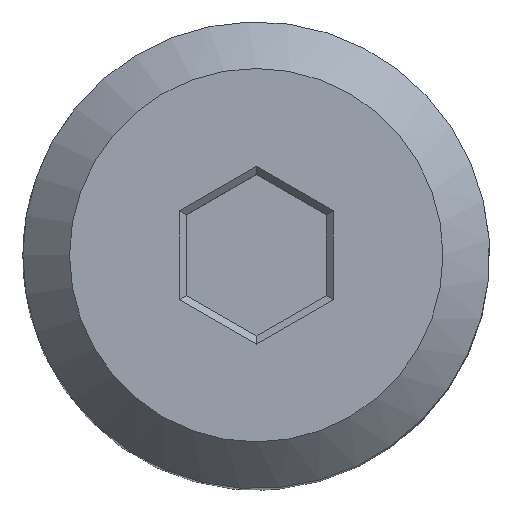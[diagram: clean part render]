
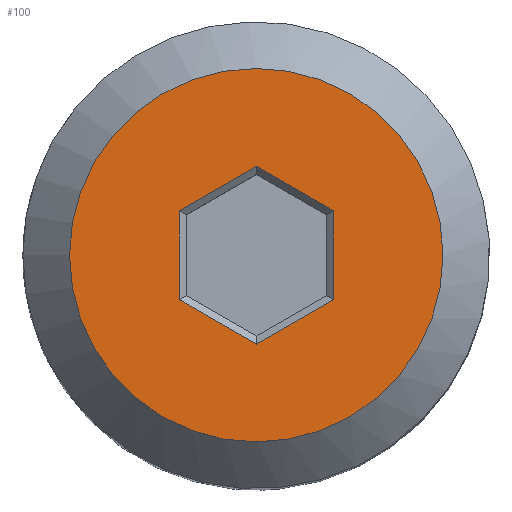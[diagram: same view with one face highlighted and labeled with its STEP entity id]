
A CAD part, top view. The second image highlights one B-rep face of the part: STEP entity #100.
In plain terms, the highlighted planar face has unit normal (0, 0, 1).
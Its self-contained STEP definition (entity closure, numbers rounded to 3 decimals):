
#100 = ADVANCED_FACE( '', ( #200, #201 ), #202, .F. );
#200 = FACE_BOUND( '', #295, .T. );
#201 = FACE_OUTER_BOUND( '', #296, .T. );
#202 = PLANE( '', #297 );
#295 = EDGE_LOOP( '', ( #510, #511, #512, #513, #514, #515 ) );
#296 = EDGE_LOOP( '', ( #516 ) );
#297 = AXIS2_PLACEMENT_3D( '', #517, #518, #519 );
#510 = ORIENTED_EDGE( '', *, *, #593, .T. );
#511 = ORIENTED_EDGE( '', *, *, #623, .T. );
#512 = ORIENTED_EDGE( '', *, *, #608, .T. );
#513 = ORIENTED_EDGE( '', *, *, #627, .T. );
#514 = ORIENTED_EDGE( '', *, *, #595, .T. );
#515 = ORIENTED_EDGE( '', *, *, #573, .T. );
#516 = ORIENTED_EDGE( '', *, *, #587, .T. );
#517 = CARTESIAN_POINT( '', ( 10., 0., 47. ) );
#518 = DIRECTION( '', ( 0., 0., -1. ) );
#519 = DIRECTION( '', ( -1., 0., 0. ) );
#573 = EDGE_CURVE( '', #677, #682, #684, .T. );
#587 = EDGE_CURVE( '', #704, #704, #705, .F. );
#593 = EDGE_CURVE( '', #682, #712, #714, .T. );
#595 = EDGE_CURVE( '', #716, #677, #717, .T. );
#608 = EDGE_CURVE( '', #737, #735, #738, .T. );
#623 = EDGE_CURVE( '', #712, #737, #755, .T. );
#627 = EDGE_CURVE( '', #735, #716, #759, .T. );
#677 = VERTEX_POINT( '', #826 );
#682 = VERTEX_POINT( '', #833 );
#684 = LINE( '', #836, #837 );
#704 = VERTEX_POINT( '', #863 );
#705 = CIRCLE( '', #864, 8. );
#712 = VERTEX_POINT( '', #872 );
#714 = LINE( '', #875, #876 );
#716 = VERTEX_POINT( '', #878 );
#717 = LINE( '', #879, #880 );
#735 = VERTEX_POINT( '', #904 );
#737 = VERTEX_POINT( '', #907 );
#738 = LINE( '', #908, #909 );
#755 = LINE( '', #937, #938 );
#759 = LINE( '', #945, #946 );
#826 = CARTESIAN_POINT( '', ( 3.3, 1.905, 47. ) );
#833 = CARTESIAN_POINT( '', ( 3.3, -1.905, 47. ) );
#836 = CARTESIAN_POINT( '', ( 3.3, 0., 47. ) );
#837 = VECTOR( '', #991, 1000. );
#863 = CARTESIAN_POINT( '', ( -8., 0., 47. ) );
#864 = AXIS2_PLACEMENT_3D( '', #1007, #1008, #1009 );
#872 = CARTESIAN_POINT( '', ( 0., -3.811, 47. ) );
#875 = CARTESIAN_POINT( '', ( 9.15, 1.472, 47. ) );
#876 = VECTOR( '', #1015, 1000. );
#878 = CARTESIAN_POINT( '', ( 0., 3.811, 47. ) );
#879 = CARTESIAN_POINT( '', ( 9.15, -1.472, 47. ) );
#880 = VECTOR( '', #1016, 1000. );
#904 = CARTESIAN_POINT( '', ( -3.3, 1.905, 47. ) );
#907 = CARTESIAN_POINT( '', ( -3.3, -1.905, 47. ) );
#908 = CARTESIAN_POINT( '', ( -3.3, 0., 47. ) );
#909 = VECTOR( '', #1030, 1000. );
#937 = CARTESIAN_POINT( '', ( 5.85, -7.188, 47. ) );
#938 = VECTOR( '', #1039, 1000. );
#945 = CARTESIAN_POINT( '', ( 5.85, 7.188, 47. ) );
#946 = VECTOR( '', #1040, 1000. );
#991 = DIRECTION( '', ( 0., -1., 0. ) );
#1007 = CARTESIAN_POINT( '', ( 0., 0., 47. ) );
#1008 = DIRECTION( '', ( 0., 0., -1. ) );
#1009 = DIRECTION( '', ( -1., 0., 0. ) );
#1015 = DIRECTION( '', ( -0.866, -0.5, 0. ) );
#1016 = DIRECTION( '', ( 0.866, -0.5, 0. ) );
#1030 = DIRECTION( '', ( 0., 1., 0. ) );
#1039 = DIRECTION( '', ( -0.866, 0.5, 0. ) );
#1040 = DIRECTION( '', ( 0.866, 0.5, 0. ) );
